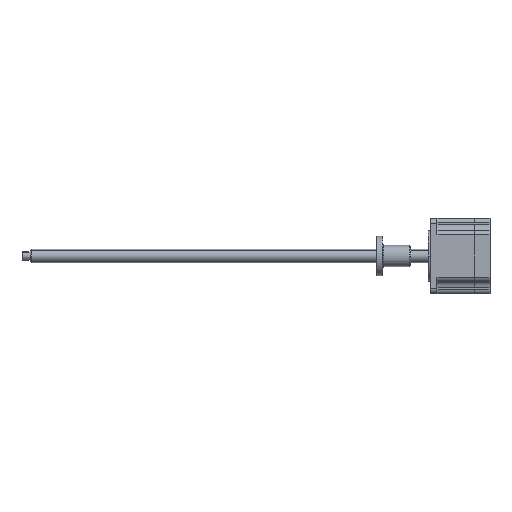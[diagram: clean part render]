
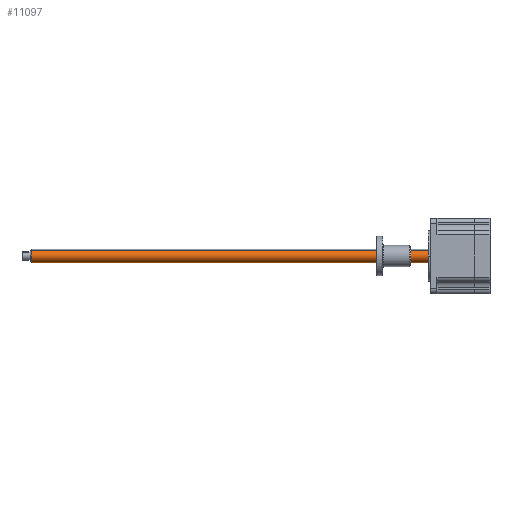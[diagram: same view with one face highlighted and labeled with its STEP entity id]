
A CAD part, left-side view. The second image highlights one B-rep face of the part: STEP entity #11097.
In plain terms, the highlighted cylindrical face has radius 5 mm (diameter 10 mm), a partial arc.
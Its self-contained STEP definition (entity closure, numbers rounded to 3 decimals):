
#64 = ORIENTED_EDGE ( 'NONE', *, *, #4394, .T. ) ;
#121 = VECTOR ( 'NONE', #392, 1000. ) ;
#392 = DIRECTION ( 'NONE',  ( 0., -1., 0. ) ) ;
#404 = CARTESIAN_POINT ( 'NONE',  ( -17.293, 303.999, 33.35 ) ) ;
#843 = CARTESIAN_POINT ( 'NONE',  ( -14.733, 3.999, 29.055 ) ) ;
#900 = ORIENTED_EDGE ( 'NONE', *, *, #3473, .T. ) ;
#984 = CARTESIAN_POINT ( 'NONE',  ( -19.853, 3.999, 37.645 ) ) ;
#1054 = CARTESIAN_POINT ( 'NONE',  ( -17.293, 3.999, 33.35 ) ) ;
#1292 = DIRECTION ( 'NONE',  ( 0., -1., 0. ) ) ;
#1861 = LINE ( 'NONE', #6890, #3917 ) ;
#1945 = DIRECTION ( 'NONE',  ( 0.512, 0., -0.859 ) ) ;
#2666 = CARTESIAN_POINT ( 'NONE',  ( -17.293, 302.999, 33.35 ) ) ;
#2746 = LINE ( 'NONE', #5610, #121 ) ;
#3242 = CIRCLE ( 'NONE', #7715, 5. ) ;
#3473 = EDGE_CURVE ( 'NONE', #10652, #6014, #2746, .T. ) ;
#3539 = DIRECTION ( 'NONE',  ( -0.512, 0., 0.859 ) ) ;
#3709 = CIRCLE ( 'NONE', #4611, 5. ) ;
#3917 = VECTOR ( 'NONE', #7724, 1000. ) ;
#4394 = EDGE_CURVE ( 'NONE', #9509, #10652, #3709, .T. ) ;
#4448 = CARTESIAN_POINT ( 'NONE',  ( -19.853, 302.999, 37.645 ) ) ;
#4611 = AXIS2_PLACEMENT_3D ( 'NONE', #2666, #8631, #3539 ) ;
#5236 = FACE_OUTER_BOUND ( 'NONE', #9914, .T. ) ;
#5312 = AXIS2_PLACEMENT_3D ( 'NONE', #404, #1292, #5623 ) ;
#5610 = CARTESIAN_POINT ( 'NONE',  ( -14.733, 303.999, 29.055 ) ) ;
#5623 = DIRECTION ( 'NONE',  ( 0.512, 0., -0.859 ) ) ;
#6014 = VERTEX_POINT ( 'NONE', #843 ) ;
#6355 = EDGE_CURVE ( 'NONE', #9509, #7583, #1861, .T. ) ;
#6890 = CARTESIAN_POINT ( 'NONE',  ( -19.853, 303.999, 37.645 ) ) ;
#7112 = DIRECTION ( 'NONE',  ( 0., -1., 0. ) ) ;
#7233 = CYLINDRICAL_SURFACE ( 'NONE', #5312, 5. ) ;
#7583 = VERTEX_POINT ( 'NONE', #984 ) ;
#7715 = AXIS2_PLACEMENT_3D ( 'NONE', #1054, #7112, #1945 ) ;
#7724 = DIRECTION ( 'NONE',  ( 0., -1., 0. ) ) ;
#8278 = ORIENTED_EDGE ( 'NONE', *, *, #6355, .F. ) ;
#8631 = DIRECTION ( 'NONE',  ( 0., -1., 0. ) ) ;
#9028 = EDGE_CURVE ( 'NONE', #7583, #6014, #3242, .T. ) ;
#9509 = VERTEX_POINT ( 'NONE', #4448 ) ;
#9914 = EDGE_LOOP ( 'NONE', ( #8278, #64, #900, #10140 ) ) ;
#10140 = ORIENTED_EDGE ( 'NONE', *, *, #9028, .F. ) ;
#10652 = VERTEX_POINT ( 'NONE', #11093 ) ;
#11093 = CARTESIAN_POINT ( 'NONE',  ( -14.733, 302.999, 29.055 ) ) ;
#11097 = ADVANCED_FACE ( 'NONE', ( #5236 ), #7233, .T. ) ;
